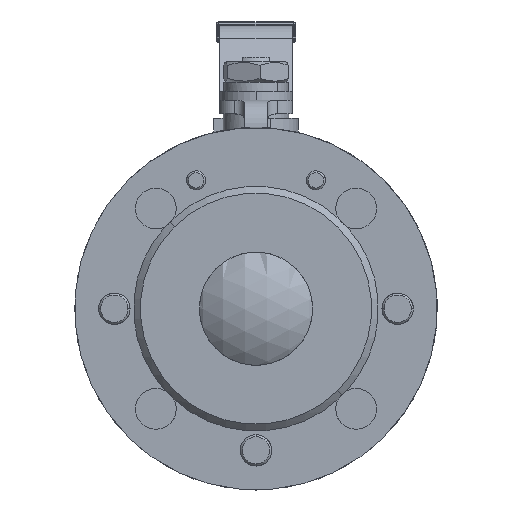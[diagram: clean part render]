
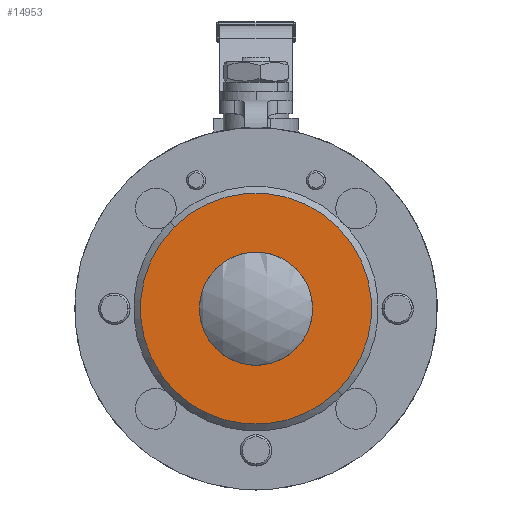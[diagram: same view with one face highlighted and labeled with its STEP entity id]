
A CAD part, left-side view. The second image highlights one B-rep face of the part: STEP entity #14953.
In plain terms, the highlighted planar face has unit normal (-1, 0, 0).
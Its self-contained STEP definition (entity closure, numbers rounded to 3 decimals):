
#4647=CARTESIAN_POINT('',(-50.,17.678,17.678));
#4648=VERTEX_POINT('',#4647);
#4657=CARTESIAN_POINT('',(-50.,-17.678,-17.678));
#4658=VERTEX_POINT('',#4657);
#4659=CARTESIAN_POINT('',(-50.,0.,0.));
#4660=DIRECTION('',(1.,0.,0.));
#4661=DIRECTION('',(0.,0.707,0.707));
#4662=AXIS2_PLACEMENT_3D('',#4659,#4660,#4661);
#4663=CIRCLE('',#4662,25.0);
#4664=EDGE_CURVE('',#4658,#4648,#4663,.T.);
#4884=CARTESIAN_POINT('',(-50.,36.062,36.062));
#4885=VERTEX_POINT('',#4884);
#4894=CARTESIAN_POINT('',(-50.,-36.062,-36.062));
#4895=VERTEX_POINT('',#4894);
#4896=CARTESIAN_POINT('',(-50.,0.,0.));
#4897=DIRECTION('',(1.0,0.,0.));
#4898=DIRECTION('',(0.,0.707,0.707));
#4899=AXIS2_PLACEMENT_3D('',#4896,#4897,#4898);
#4900=CIRCLE('',#4899,51.0);
#4901=EDGE_CURVE('',#4885,#4895,#4900,.T.);
#14755=CARTESIAN_POINT('',(-50.,0.,0.));
#14756=DIRECTION('',(1.0,0.,0.));
#14757=DIRECTION('',(0.,0.707,0.707));
#14758=AXIS2_PLACEMENT_3D('',#14755,#14756,#14757);
#14759=CIRCLE('',#14758,51.0);
#14760=EDGE_CURVE('',#4895,#4885,#14759,.T.);
#14930=CARTESIAN_POINT('',(-50.,0.,0.));
#14931=DIRECTION('',(1.,0.,0.));
#14932=DIRECTION('',(0.,0.707,0.707));
#14933=AXIS2_PLACEMENT_3D('',#14930,#14931,#14932);
#14934=CIRCLE('',#14933,25.0);
#14935=EDGE_CURVE('',#4648,#4658,#14934,.T.);
#14940=CARTESIAN_POINT('',(-50.,26.87,26.87));
#14941=DIRECTION('',(-1.0,0.0,0.0));
#14942=DIRECTION('',(0.0,-0.707,0.707));
#14943=AXIS2_PLACEMENT_3D('',#14940,#14941,#14942);
#14944=PLANE('',#14943);
#14945=ORIENTED_EDGE('',*,*,#4901,.F.);
#14946=ORIENTED_EDGE('',*,*,#14760,.F.);
#14947=EDGE_LOOP('',(#14945,#14946));
#14948=FACE_OUTER_BOUND('',#14947,.T.);
#14949=ORIENTED_EDGE('',*,*,#14935,.T.);
#14950=ORIENTED_EDGE('',*,*,#4664,.T.);
#14951=EDGE_LOOP('',(#14949,#14950));
#14952=FACE_BOUND('',#14951,.T.);
#14953=ADVANCED_FACE('',(#14948,#14952),#14944,.T.);
